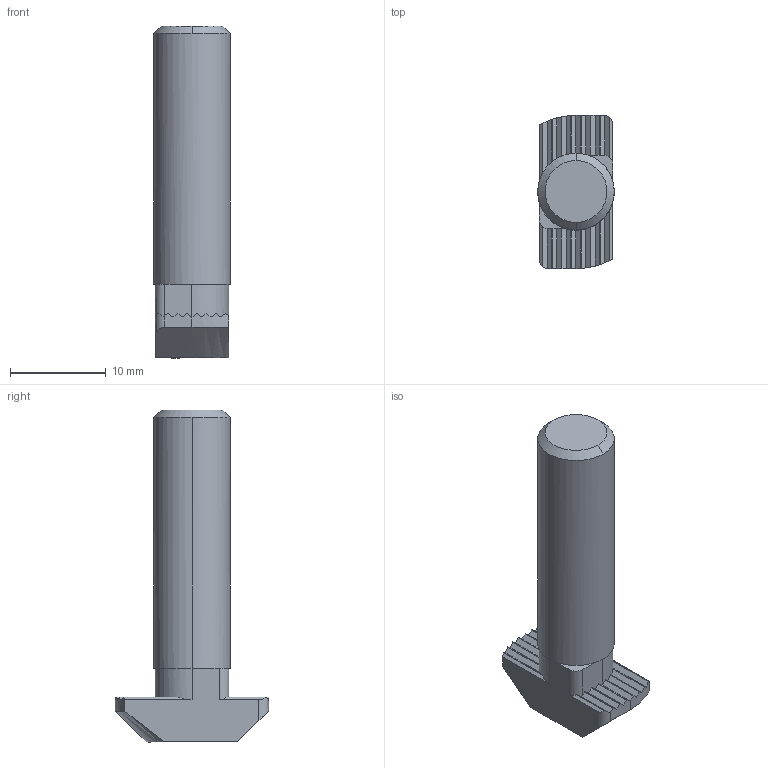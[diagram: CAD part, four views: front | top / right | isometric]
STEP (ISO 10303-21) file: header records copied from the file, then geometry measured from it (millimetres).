
FILE_DESCRIPTION (( 'STEP AP203' ), '1' );
FILE_NAME ('282300503.STEP', '2022-08-17T15:51:37', ( '' ), ( '' ), 'SwSTEP 2.0', 'SolidWorks 2014', '' );
FILE_SCHEMA (( 'CONFIG_CONTROL_DESIGN' ));
Length unit declared in the file: millimetre
Products named in the file (1): 282300503
Bounding box: 8 x 16 x 34.7 mm (x, y, z)
Volume: 1979.3 mm3; surface area: 1167.7 mm2
Topology: 1 solids, 1 shells, 74 faces, 209 edges, 137 vertices
Faces by surface type: plane 44, cylinder 26, cone 2, bspline 2
Entity records: 2720 total; most frequent: CARTESIAN_POINT 892, ORIENTED_EDGE 418, DIRECTION 310, EDGE_CURVE 209, VERTEX_POINT 137, VECTOR 108, LINE 108, AXIS2_PLACEMENT_3D 101
